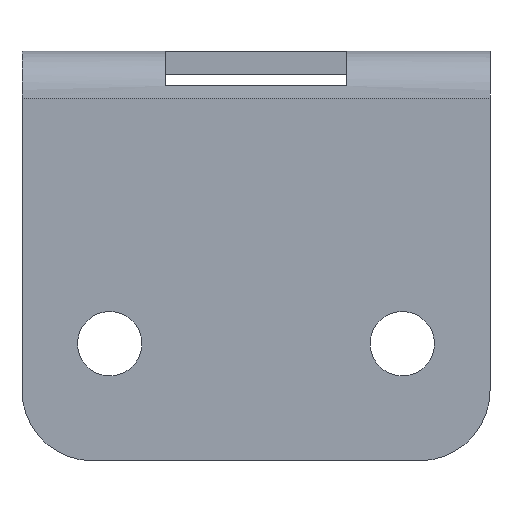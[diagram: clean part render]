
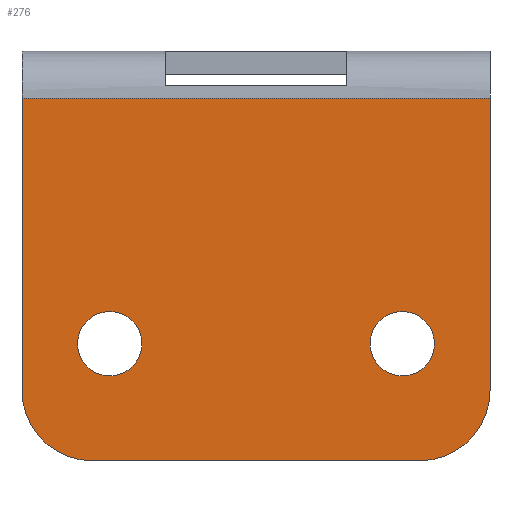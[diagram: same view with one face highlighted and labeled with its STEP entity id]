
A CAD part, left-side view. The second image highlights one B-rep face of the part: STEP entity #276.
In plain terms, the highlighted planar face has unit normal (-1, 0, 0).
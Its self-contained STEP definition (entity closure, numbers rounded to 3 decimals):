
#3 = DIRECTION ( 'NONE',  ( -1., 0., 0. ) ) ;
#5 = CARTESIAN_POINT ( 'NONE',  ( 0.9, -12.5, -25. ) ) ;
#17 = VECTOR ( 'NONE', #251, 1000. ) ;
#21 = VERTEX_POINT ( 'NONE', #189 ) ;
#30 = LINE ( 'NONE', #49, #293 ) ;
#49 = CARTESIAN_POINT ( 'NONE',  ( 0.9, 20., -35. ) ) ;
#50 = EDGE_CURVE ( 'NONE', #873, #63, #145, .T. ) ;
#55 = CARTESIAN_POINT ( 'NONE',  ( 0.9, 12.5, -27.75 ) ) ;
#61 = DIRECTION ( 'NONE',  ( 0., 0., -1. ) ) ;
#63 = VERTEX_POINT ( 'NONE', #298 ) ;
#86 = AXIS2_PLACEMENT_3D ( 'NONE', #5, #483, #830 ) ;
#87 = AXIS2_PLACEMENT_3D ( 'NONE', #207, #3, #476 ) ;
#94 = EDGE_CURVE ( 'NONE', #676, #577, #30, .T. ) ;
#95 = ORIENTED_EDGE ( 'NONE', *, *, #807, .F. ) ;
#98 = VERTEX_POINT ( 'NONE', #666 ) ;
#103 = FACE_BOUND ( 'NONE', #782, .T. ) ;
#108 = FACE_OUTER_BOUND ( 'NONE', #159, .T. ) ;
#112 = CARTESIAN_POINT ( 'NONE',  ( 0.9, 0., -4.1 ) ) ;
#125 = DIRECTION ( 'NONE',  ( -1., 0., 0. ) ) ;
#137 = CARTESIAN_POINT ( 'NONE',  ( 0.9, -12.5, -25. ) ) ;
#145 = CIRCLE ( 'NONE', #381, 2.75 ) ;
#148 = CIRCLE ( 'NONE', #86, 2.75 ) ;
#151 = EDGE_CURVE ( 'NONE', #676, #21, #680, .T. ) ;
#157 = VERTEX_POINT ( 'NONE', #543 ) ;
#159 = EDGE_LOOP ( 'NONE', ( #430, #545, #265, #228, #350, #425 ) ) ;
#161 = EDGE_CURVE ( 'NONE', #63, #873, #713, .T. ) ;
#189 = CARTESIAN_POINT ( 'NONE',  ( 0.9, -20., -4. ) ) ;
#207 = CARTESIAN_POINT ( 'NONE',  ( 0.9, 12.5, -25. ) ) ;
#209 = CARTESIAN_POINT ( 'NONE',  ( 0.9, -14., -35. ) ) ;
#228 = ORIENTED_EDGE ( 'NONE', *, *, #343, .T. ) ;
#236 = DIRECTION ( 'NONE',  ( -1., 0., 0. ) ) ;
#240 = CIRCLE ( 'NONE', #869, 6. ) ;
#241 = CARTESIAN_POINT ( 'NONE',  ( 0.9, -12.5, -22.25 ) ) ;
#251 = DIRECTION ( 'NONE',  ( 0., 0., 1. ) ) ;
#265 = ORIENTED_EDGE ( 'NONE', *, *, #448, .T. ) ;
#276 = ADVANCED_FACE ( 'NONE', ( #108, #523, #103 ), #363, .F. ) ;
#293 = VECTOR ( 'NONE', #313, 1000. ) ;
#294 = VERTEX_POINT ( 'NONE', #241 ) ;
#298 = CARTESIAN_POINT ( 'NONE',  ( 0.9, 12.5, -22.25 ) ) ;
#311 = DIRECTION ( 'NONE',  ( 0., 0., 1. ) ) ;
#313 = DIRECTION ( 'NONE',  ( 0., 0., -1. ) ) ;
#316 = CARTESIAN_POINT ( 'NONE',  ( 0.9, 14., -29. ) ) ;
#343 = EDGE_CURVE ( 'NONE', #98, #717, #595, .T. ) ;
#344 = DIRECTION ( 'NONE',  ( -1., 0., 0. ) ) ;
#350 = ORIENTED_EDGE ( 'NONE', *, *, #646, .T. ) ;
#363 = PLANE ( 'NONE',  #670 ) ;
#373 = CARTESIAN_POINT ( 'NONE',  ( 0.9, 20., -4. ) ) ;
#381 = AXIS2_PLACEMENT_3D ( 'NONE', #454, #236, #311 ) ;
#388 = DIRECTION ( 'NONE',  ( 0., -1., 0. ) ) ;
#403 = DIRECTION ( 'NONE',  ( 0., 0., -1. ) ) ;
#425 = ORIENTED_EDGE ( 'NONE', *, *, #458, .T. ) ;
#430 = ORIENTED_EDGE ( 'NONE', *, *, #151, .F. ) ;
#442 = CARTESIAN_POINT ( 'NONE',  ( 0.9, 20., -29. ) ) ;
#448 = EDGE_CURVE ( 'NONE', #577, #98, #240, .T. ) ;
#454 = CARTESIAN_POINT ( 'NONE',  ( 0.9, 12.5, -25. ) ) ;
#455 = ORIENTED_EDGE ( 'NONE', *, *, #161, .F. ) ;
#456 = CIRCLE ( 'NONE', #579, 6. ) ;
#458 = EDGE_CURVE ( 'NONE', #529, #21, #527, .T. ) ;
#472 = VECTOR ( 'NONE', #388, 1000. ) ;
#476 = DIRECTION ( 'NONE',  ( 0., 0., 1. ) ) ;
#483 = DIRECTION ( 'NONE',  ( -1., 0., 0. ) ) ;
#523 = FACE_BOUND ( 'NONE', #846, .T. ) ;
#527 = LINE ( 'NONE', #677, #17 ) ;
#529 = VERTEX_POINT ( 'NONE', #622 ) ;
#535 = CARTESIAN_POINT ( 'NONE',  ( 0.9, 0., -4. ) ) ;
#543 = CARTESIAN_POINT ( 'NONE',  ( 0.9, -12.5, -27.75 ) ) ;
#545 = ORIENTED_EDGE ( 'NONE', *, *, #94, .T. ) ;
#577 = VERTEX_POINT ( 'NONE', #442 ) ;
#579 = AXIS2_PLACEMENT_3D ( 'NONE', #656, #861, #798 ) ;
#595 = LINE ( 'NONE', #808, #757 ) ;
#612 = ORIENTED_EDGE ( 'NONE', *, *, #818, .F. ) ;
#622 = CARTESIAN_POINT ( 'NONE',  ( 0.9, -20., -29. ) ) ;
#646 = EDGE_CURVE ( 'NONE', #717, #529, #456, .T. ) ;
#656 = CARTESIAN_POINT ( 'NONE',  ( 0.9, -14., -29. ) ) ;
#666 = CARTESIAN_POINT ( 'NONE',  ( 0.9, 14., -35. ) ) ;
#670 = AXIS2_PLACEMENT_3D ( 'NONE', #112, #719, #805 ) ;
#672 = CIRCLE ( 'NONE', #789, 2.75 ) ;
#676 = VERTEX_POINT ( 'NONE', #373 ) ;
#677 = CARTESIAN_POINT ( 'NONE',  ( 0.9, -20., -35. ) ) ;
#680 = LINE ( 'NONE', #535, #472 ) ;
#713 = CIRCLE ( 'NONE', #87, 2.75 ) ;
#717 = VERTEX_POINT ( 'NONE', #209 ) ;
#719 = DIRECTION ( 'NONE',  ( 1., 0., 0. ) ) ;
#757 = VECTOR ( 'NONE', #858, 1000. ) ;
#768 = ORIENTED_EDGE ( 'NONE', *, *, #50, .F. ) ;
#782 = EDGE_LOOP ( 'NONE', ( #612, #95 ) ) ;
#789 = AXIS2_PLACEMENT_3D ( 'NONE', #137, #344, #403 ) ;
#798 = DIRECTION ( 'NONE',  ( 0., 0., -1. ) ) ;
#805 = DIRECTION ( 'NONE',  ( 0., 0., -1. ) ) ;
#807 = EDGE_CURVE ( 'NONE', #157, #294, #148, .T. ) ;
#808 = CARTESIAN_POINT ( 'NONE',  ( 0.9, -20., -35. ) ) ;
#818 = EDGE_CURVE ( 'NONE', #294, #157, #672, .T. ) ;
#830 = DIRECTION ( 'NONE',  ( 0., 0., -1. ) ) ;
#846 = EDGE_LOOP ( 'NONE', ( #455, #768 ) ) ;
#858 = DIRECTION ( 'NONE',  ( 0., -1., 0. ) ) ;
#861 = DIRECTION ( 'NONE',  ( -1., 0., 0. ) ) ;
#869 = AXIS2_PLACEMENT_3D ( 'NONE', #316, #125, #61 ) ;
#873 = VERTEX_POINT ( 'NONE', #55 ) ;
